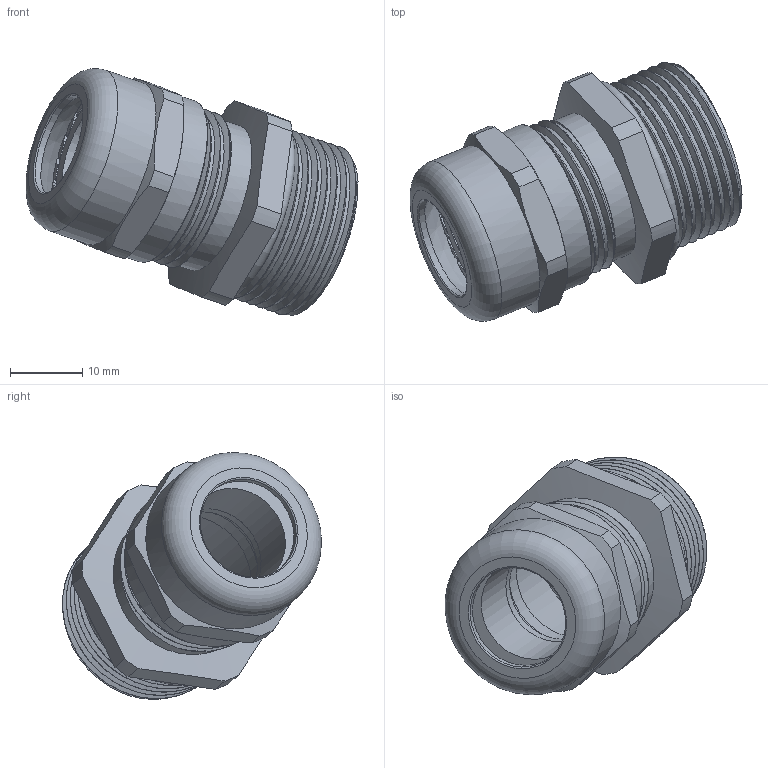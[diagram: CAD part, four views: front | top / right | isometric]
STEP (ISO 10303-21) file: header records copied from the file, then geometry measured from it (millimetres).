
FILE_DESCRIPTION(/* description */ ('Euro-Top M 25x1,5, KB: 10-14 mm, L= 12mm'),/* implementation_level */ '2;1');
FILE_NAME(/* name */ '60480525-RST.stp',/* time_stamp */ '2019-12-02T14:09:36+01:00',/* author */ ('sl'),/* organization */ (''),/* preprocessor_version */ 'ST-DEVELOPER v16.5',/* originating_system */ 'Autodesk Inventor 2017',/* authorisation */ '');
FILE_SCHEMA (('AUTOMOTIVE_DESIGN { 1 0 10303 214 3 1 1 }'));
Length unit declared in the file: millimetre
Products named in the file (6): 60480525; 60080525; 60480525_1; 60080525_1; 60080525_2; 60080525_3
Assembly tree (5 placements, depth 2):
  60480525
    60080525
    60480525_1
    60080525_1
    60080525_2
    60080525_3
Bounding box: 46.04 x 35.92 x 34.24 mm (x, y, z)
Volume: 6472.2 mm3; surface area: 12322.4 mm2
Topology: 4 solids, 5 shells, 251 faces, 692 edges, 452 vertices
Faces by surface type: plane 123, cylinder 79, torus 25, cone 18, bspline 6
Full cylindrical faces by diameter (mm): 14.28 x1, 14.3 x1, 14.47 x1, 16.55 x1, 16.95 x1, 17.08 x2, 17.78 x1, 18.25 x1, 19.15 x1, 19.26 x1, 20.9 x1, 21.08 x1, 21.29 x4, 23.17 x1, 23.6 x2, 25.98 x1
Entity records: 11800 total; most frequent: CARTESIAN_POINT 5399, DIRECTION 1338, ORIENTED_EDGE 1264, EDGE_CURVE 632, AXIS2_PLACEMENT_3D 532, VERTEX_POINT 428, EDGE_LOOP 290, CIRCLE 276
